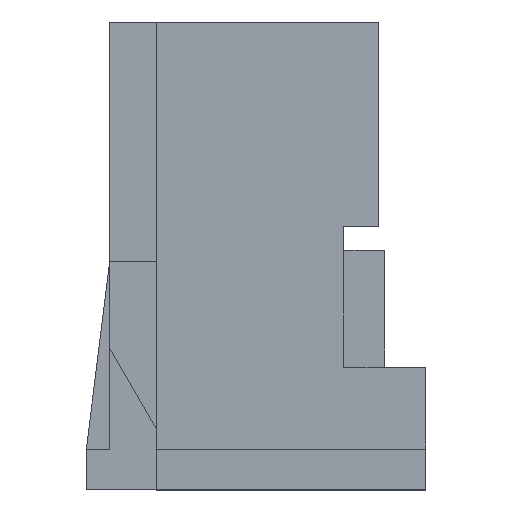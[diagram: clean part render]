
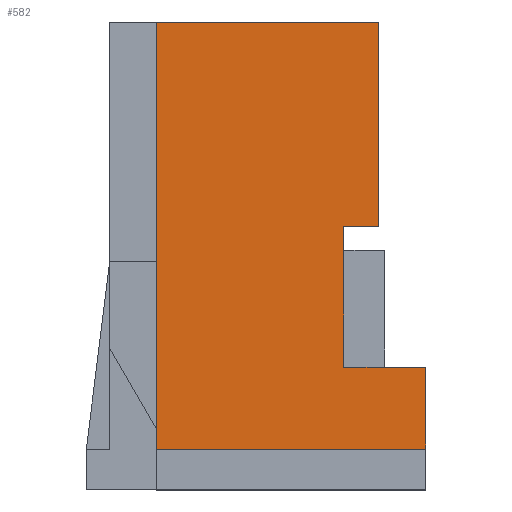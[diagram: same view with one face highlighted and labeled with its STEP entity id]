
A CAD part, left-side view. The second image highlights one B-rep face of the part: STEP entity #582.
In plain terms, the highlighted planar face has unit normal (-1, 0, 0).
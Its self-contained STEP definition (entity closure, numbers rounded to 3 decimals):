
#81 = VERTEX_POINT ( 'NONE', #1578 ) ;
#83 = EDGE_CURVE ( 'NONE', #81, #250, #1577, .T. ) ;
#92 = EDGE_CURVE ( 'NONE', #103, #93, #1617, .T. ) ;
#93 = VERTEX_POINT ( 'NONE', #1613 ) ;
#102 = EDGE_CURVE ( 'NONE', #121, #103, #1663, .T. ) ;
#103 = VERTEX_POINT ( 'NONE', #1659 ) ;
#110 = EDGE_CURVE ( 'NONE', #253, #111, #1649, .T. ) ;
#111 = VERTEX_POINT ( 'NONE', #1645 ) ;
#120 = EDGE_CURVE ( 'NONE', #111, #121, #1698, .T. ) ;
#121 = VERTEX_POINT ( 'NONE', #1694 ) ;
#143 = VERTEX_POINT ( 'NONE', #1730 ) ;
#169 = EDGE_CURVE ( 'NONE', #93, #143, #1755, .T. ) ;
#250 = VERTEX_POINT ( 'NONE', #1885 ) ;
#252 = EDGE_CURVE ( 'NONE', #250, #253, #1884, .T. ) ;
#253 = VERTEX_POINT ( 'NONE', #1880 ) ;
#582 = ADVANCED_FACE ( 'NONE', ( #2434 ), #2433, .T. ) ;
#583 = EDGE_LOOP ( 'NONE', ( #584, #586, #587, #588, #589, #648, #649, #650 ) ) ;
#584 = ORIENTED_EDGE ( 'NONE', *, *, #585, .F. ) ;
#585 = EDGE_CURVE ( 'NONE', #143, #81, #2428, .T. ) ;
#586 = ORIENTED_EDGE ( 'NONE', *, *, #169, .F. ) ;
#587 = ORIENTED_EDGE ( 'NONE', *, *, #92, .F. ) ;
#588 = ORIENTED_EDGE ( 'NONE', *, *, #102, .F. ) ;
#589 = ORIENTED_EDGE ( 'NONE', *, *, #120, .F. ) ;
#648 = ORIENTED_EDGE ( 'NONE', *, *, #110, .F. ) ;
#649 = ORIENTED_EDGE ( 'NONE', *, *, #252, .F. ) ;
#650 = ORIENTED_EDGE ( 'NONE', *, *, #83, .F. ) ;
#1575 = VECTOR ( 'NONE', #1639, 1000. ) ;
#1576 = CARTESIAN_POINT ( 'NONE',  ( -12.4, 3.8, 0. ) ) ;
#1577 = LINE ( 'NONE', #1576, #1575 ) ;
#1578 = CARTESIAN_POINT ( 'NONE',  ( -12.4, 3.8, -7.3 ) ) ;
#1613 = CARTESIAN_POINT ( 'NONE',  ( -12.4, -0.8, -5.9 ) ) ;
#1614 = DIRECTION ( 'NONE',  ( 0., -1., 0. ) ) ;
#1615 = VECTOR ( 'NONE', #1614, 1000. ) ;
#1616 = CARTESIAN_POINT ( 'NONE',  ( -12.4, -0.8, -5.9 ) ) ;
#1617 = LINE ( 'NONE', #1616, #1615 ) ;
#1639 = DIRECTION ( 'NONE',  ( 0., 0., 1. ) ) ;
#1645 = CARTESIAN_POINT ( 'NONE',  ( -12.4, 0., -3.5 ) ) ;
#1646 = DIRECTION ( 'NONE',  ( 0., 0., -1. ) ) ;
#1647 = VECTOR ( 'NONE', #1646, 1000. ) ;
#1648 = CARTESIAN_POINT ( 'NONE',  ( -12.4, 0., -3.5 ) ) ;
#1649 = LINE ( 'NONE', #1648, #1647 ) ;
#1659 = CARTESIAN_POINT ( 'NONE',  ( -12.4, 0.6, -5.9 ) ) ;
#1660 = DIRECTION ( 'NONE',  ( 0., 0., -1. ) ) ;
#1661 = VECTOR ( 'NONE', #1660, 1000. ) ;
#1662 = CARTESIAN_POINT ( 'NONE',  ( -12.4, 0.6, -3.9 ) ) ;
#1663 = LINE ( 'NONE', #1662, #1661 ) ;
#1694 = CARTESIAN_POINT ( 'NONE',  ( -12.4, 0.6, -3.5 ) ) ;
#1695 = DIRECTION ( 'NONE',  ( 0., 1., 0. ) ) ;
#1696 = VECTOR ( 'NONE', #1695, 1000. ) ;
#1697 = CARTESIAN_POINT ( 'NONE',  ( -12.4, 0.6, -3.5 ) ) ;
#1698 = LINE ( 'NONE', #1697, #1696 ) ;
#1730 = CARTESIAN_POINT ( 'NONE',  ( -12.4, -0.8, -7.3 ) ) ;
#1752 = DIRECTION ( 'NONE',  ( 0., 0., -1. ) ) ;
#1753 = VECTOR ( 'NONE', #1752, 1000. ) ;
#1754 = CARTESIAN_POINT ( 'NONE',  ( -12.4, -0.8, -8. ) ) ;
#1755 = LINE ( 'NONE', #1754, #1753 ) ;
#1880 = CARTESIAN_POINT ( 'NONE',  ( -12.4, 0., 0. ) ) ;
#1881 = DIRECTION ( 'NONE',  ( 0., -1., 0. ) ) ;
#1882 = VECTOR ( 'NONE', #1881, 1000. ) ;
#1883 = CARTESIAN_POINT ( 'NONE',  ( -12.4, 3.8, 0. ) ) ;
#1884 = LINE ( 'NONE', #1883, #1882 ) ;
#1885 = CARTESIAN_POINT ( 'NONE',  ( -12.4, 3.8, 0. ) ) ;
#2425 = DIRECTION ( 'NONE',  ( 0., 1., 0. ) ) ;
#2426 = VECTOR ( 'NONE', #2425, 1000. ) ;
#2427 = CARTESIAN_POINT ( 'NONE',  ( -12.4, -0.8, -7.3 ) ) ;
#2428 = LINE ( 'NONE', #2427, #2426 ) ;
#2429 = DIRECTION ( 'NONE',  ( 0., 0., 1. ) ) ;
#2430 = DIRECTION ( 'NONE',  ( -1., 0., 0. ) ) ;
#2431 = CARTESIAN_POINT ( 'NONE',  ( -12.4, 3.8, -8. ) ) ;
#2432 = AXIS2_PLACEMENT_3D ( 'NONE', #2431, #2430, #2429 ) ;
#2433 = PLANE ( 'NONE',  #2432 ) ;
#2434 = FACE_OUTER_BOUND ( 'NONE', #583, .T. ) ;
